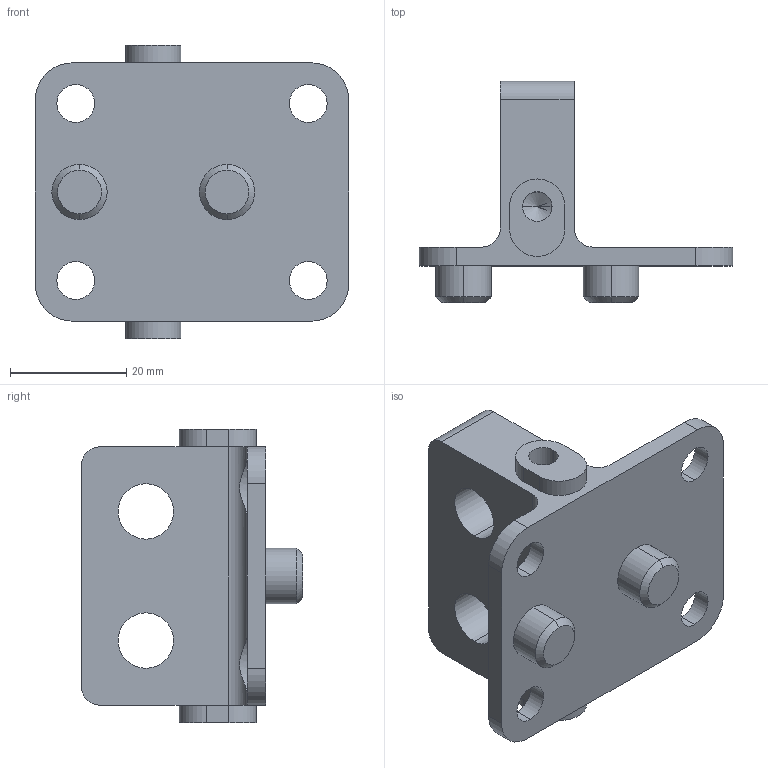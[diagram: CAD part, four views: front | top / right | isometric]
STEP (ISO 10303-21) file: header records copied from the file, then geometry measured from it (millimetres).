
FILE_DESCRIPTION (( 'STEP AP214' ), '1' );
FILE_NAME ('Fork Mount - 4340 - QTY 4.STEP', '2025-11-11T07:23:57', ( '' ), ( '' ), 'SwSTEP 2.0', 'SolidWorks 2024', '' );
FILE_SCHEMA (( 'AUTOMOTIVE_DESIGN' ));
Length unit declared in the file: inch
Products named in the file (1): Fork Mount - 4340 - QTY 4
Bounding box: 53.98 x 38.1 x 50.45 mm (x, y, z)
Volume: 22371.3 mm3; surface area: 10009.5 mm2
Topology: 1 solids, 1 shells, 60 faces, 154 edges, 98 vertices
Faces by surface type: cylinder 34, plane 18, cone 8
Entity records: 1913 total; most frequent: CARTESIAN_POINT 359, DIRECTION 340, ORIENTED_EDGE 300, EDGE_CURVE 150, AXIS2_PLACEMENT_3D 131, VERTEX_POINT 98, VECTOR 78, LINE 78
